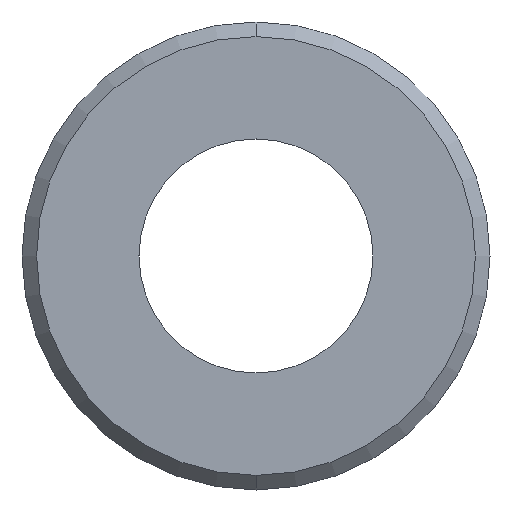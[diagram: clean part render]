
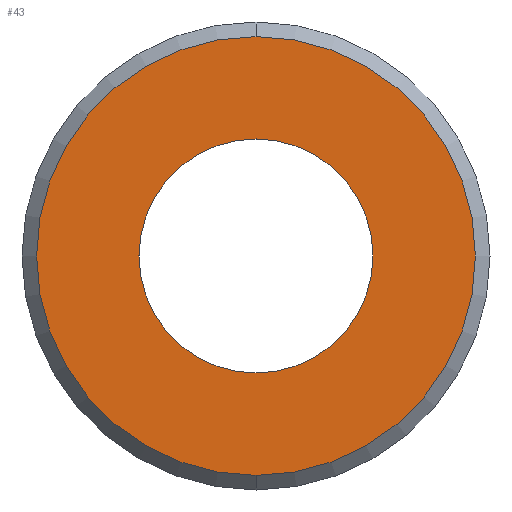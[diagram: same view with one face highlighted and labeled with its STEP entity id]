
A CAD part, front view. The second image highlights one B-rep face of the part: STEP entity #43.
In plain terms, the highlighted planar face has unit normal (0, -1, 0).
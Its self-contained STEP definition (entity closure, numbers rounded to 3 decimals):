
#8 = EDGE_LOOP ( 'NONE', ( #101, #12 ) ) ;
#12 = ORIENTED_EDGE ( 'NONE', *, *, #81, .T. ) ;
#21 = ORIENTED_EDGE ( 'NONE', *, *, #76, .F. ) ;
#31 = EDGE_CURVE ( 'NONE', #93, #96, #178, .T. ) ;
#38 = ORIENTED_EDGE ( 'NONE', *, *, #106, .F. ) ;
#43 = ADVANCED_FACE ( 'NONE', ( #173, #253 ), #268, .T. ) ;
#72 = VERTEX_POINT ( 'NONE', #117 ) ;
#76 = EDGE_CURVE ( 'NONE', #83, #72, #211, .T. ) ;
#81 = EDGE_CURVE ( 'NONE', #96, #93, #214, .T. ) ;
#83 = VERTEX_POINT ( 'NONE', #235 ) ;
#93 = VERTEX_POINT ( 'NONE', #355 ) ;
#96 = VERTEX_POINT ( 'NONE', #365 ) ;
#101 = ORIENTED_EDGE ( 'NONE', *, *, #31, .T. ) ;
#106 = EDGE_CURVE ( 'NONE', #72, #83, #294, .T. ) ;
#107 = EDGE_LOOP ( 'NONE', ( #38, #21 ) ) ;
#117 = CARTESIAN_POINT ( 'NONE',  ( 0., 0., -4. ) ) ;
#167 = CARTESIAN_POINT ( 'NONE',  ( 4., 0., 0. ) ) ;
#168 = AXIS2_PLACEMENT_3D ( 'NONE', #167, #183, #182 ) ;
#173 = FACE_OUTER_BOUND ( 'NONE', #8, .T. ) ;
#178 = CIRCLE ( 'NONE', #252, 7.5 ) ;
#182 = DIRECTION ( 'NONE',  ( 0., 0., -1. ) ) ;
#183 = DIRECTION ( 'NONE',  ( 0., -1., 0. ) ) ;
#208 = AXIS2_PLACEMENT_3D ( 'NONE', #230, #229, #228 ) ;
#211 = CIRCLE ( 'NONE', #282, 4. ) ;
#214 = CIRCLE ( 'NONE', #208, 7.5 ) ;
#228 = DIRECTION ( 'NONE',  ( 0., 0., -1. ) ) ;
#229 = DIRECTION ( 'NONE',  ( 0., -1., 0. ) ) ;
#230 = CARTESIAN_POINT ( 'NONE',  ( 0., 0., 0. ) ) ;
#235 = CARTESIAN_POINT ( 'NONE',  ( 0., 0., 4. ) ) ;
#249 = DIRECTION ( 'NONE',  ( 0., 0., -1. ) ) ;
#250 = DIRECTION ( 'NONE',  ( 0., -1., 0. ) ) ;
#251 = CARTESIAN_POINT ( 'NONE',  ( 0., 0., 0. ) ) ;
#252 = AXIS2_PLACEMENT_3D ( 'NONE', #251, #250, #249 ) ;
#253 = FACE_BOUND ( 'NONE', #107, .T. ) ;
#268 = PLANE ( 'NONE',  #168 ) ;
#279 = DIRECTION ( 'NONE',  ( 0., 0., -1. ) ) ;
#280 = DIRECTION ( 'NONE',  ( 0., -1., 0. ) ) ;
#281 = CARTESIAN_POINT ( 'NONE',  ( 0., 0., 0. ) ) ;
#282 = AXIS2_PLACEMENT_3D ( 'NONE', #281, #280, #279 ) ;
#291 = DIRECTION ( 'NONE',  ( 0., 0., -1. ) ) ;
#292 = AXIS2_PLACEMENT_3D ( 'NONE', #314, #293, #291 ) ;
#293 = DIRECTION ( 'NONE',  ( 0., -1., 0. ) ) ;
#294 = CIRCLE ( 'NONE', #292, 4. ) ;
#314 = CARTESIAN_POINT ( 'NONE',  ( 0., 0., 0. ) ) ;
#355 = CARTESIAN_POINT ( 'NONE',  ( 0., 0., 7.5 ) ) ;
#365 = CARTESIAN_POINT ( 'NONE',  ( 0., 0., -7.5 ) ) ;
